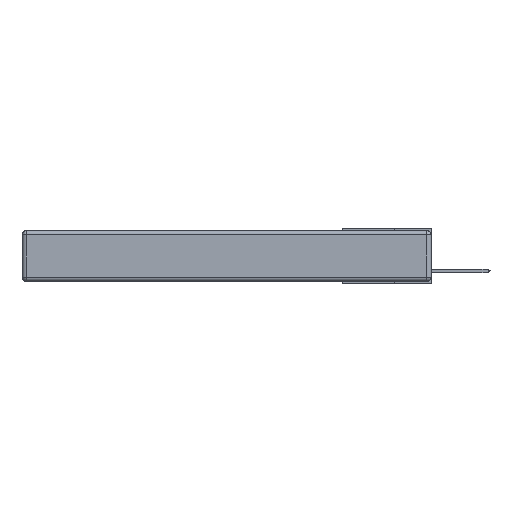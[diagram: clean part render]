
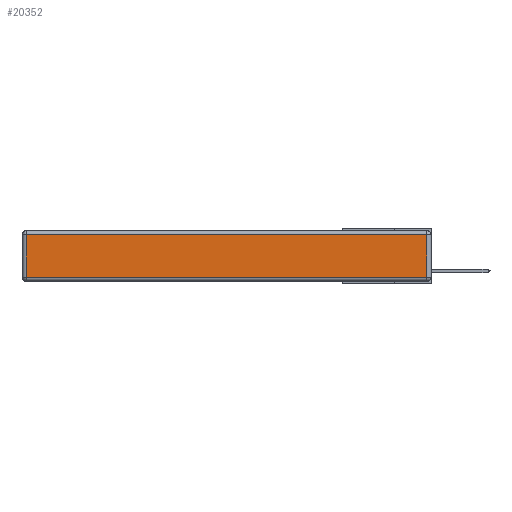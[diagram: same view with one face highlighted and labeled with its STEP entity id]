
A CAD part, left-side view. The second image highlights one B-rep face of the part: STEP entity #20352.
In plain terms, the highlighted planar face has unit normal (-1, 0, 0).
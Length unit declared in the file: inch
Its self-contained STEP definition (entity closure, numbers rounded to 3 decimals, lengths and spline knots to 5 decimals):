
#1084 = LINE ( 'NONE', #2303, #8031 ) ;
#1146 = AXIS2_PLACEMENT_3D ( 'NONE', #11206, #5504, #1733 ) ;
#1151 = EDGE_CURVE ( 'NONE', #5497, #3664, #6283, .T. ) ;
#1733 = DIRECTION ( 'NONE',  ( 0., 0., 1. ) ) ;
#2303 = CARTESIAN_POINT ( 'NONE',  ( 0., 2.72, -0.343 ) ) ;
#2728 = FACE_OUTER_BOUND ( 'NONE', #7784, .T. ) ;
#3205 = ORIENTED_EDGE ( 'NONE', *, *, #9463, .T. ) ;
#3664 = VERTEX_POINT ( 'NONE', #19765 ) ;
#5497 = VERTEX_POINT ( 'NONE', #22799 ) ;
#5504 = DIRECTION ( 'NONE',  ( -1., 0., 0. ) ) ;
#5830 = ORIENTED_EDGE ( 'NONE', *, *, #6205, .T. ) ;
#6205 = EDGE_CURVE ( 'NONE', #6620, #5497, #1084, .T. ) ;
#6283 = LINE ( 'NONE', #23889, #9899 ) ;
#6620 = VERTEX_POINT ( 'NONE', #15607 ) ;
#7784 = EDGE_LOOP ( 'NONE', ( #22862, #22083, #3205, #5830 ) ) ;
#8031 = VECTOR ( 'NONE', #17870, 39.37008 ) ;
#9463 = EDGE_CURVE ( 'NONE', #9862, #6620, #15141, .T. ) ;
#9862 = VERTEX_POINT ( 'NONE', #10158 ) ;
#9899 = VECTOR ( 'NONE', #12498, 39.37008 ) ;
#10158 = CARTESIAN_POINT ( 'NONE',  ( 0., 0.03, -0.03 ) ) ;
#11155 = CARTESIAN_POINT ( 'NONE',  ( 0., 2.75, -0.03 ) ) ;
#11206 = CARTESIAN_POINT ( 'NONE',  ( 0., 0., -0.343 ) ) ;
#11401 = LINE ( 'NONE', #19519, #15326 ) ;
#12498 = DIRECTION ( 'NONE',  ( 0., -1., 0. ) ) ;
#13080 = DIRECTION ( 'NONE',  ( 0., 1., 0. ) ) ;
#15141 = LINE ( 'NONE', #11155, #23161 ) ;
#15326 = VECTOR ( 'NONE', #21496, 39.37008 ) ;
#15607 = CARTESIAN_POINT ( 'NONE',  ( 0., 2.72, -0.03 ) ) ;
#17870 = DIRECTION ( 'NONE',  ( 0., 0., -1. ) ) ;
#19519 = CARTESIAN_POINT ( 'NONE',  ( 0., 0.03, -0.343 ) ) ;
#19765 = CARTESIAN_POINT ( 'NONE',  ( 0., 0.03, -0.313 ) ) ;
#20352 = ADVANCED_FACE ( 'NONE', ( #2728 ), #22525, .T. ) ;
#21496 = DIRECTION ( 'NONE',  ( 0., 0., 1. ) ) ;
#22083 = ORIENTED_EDGE ( 'NONE', *, *, #22972, .T. ) ;
#22525 = PLANE ( 'NONE',  #1146 ) ;
#22799 = CARTESIAN_POINT ( 'NONE',  ( 0., 2.72, -0.313 ) ) ;
#22862 = ORIENTED_EDGE ( 'NONE', *, *, #1151, .T. ) ;
#22972 = EDGE_CURVE ( 'NONE', #3664, #9862, #11401, .T. ) ;
#23161 = VECTOR ( 'NONE', #13080, 39.37008 ) ;
#23889 = CARTESIAN_POINT ( 'NONE',  ( 0., 0., -0.313 ) ) ;
